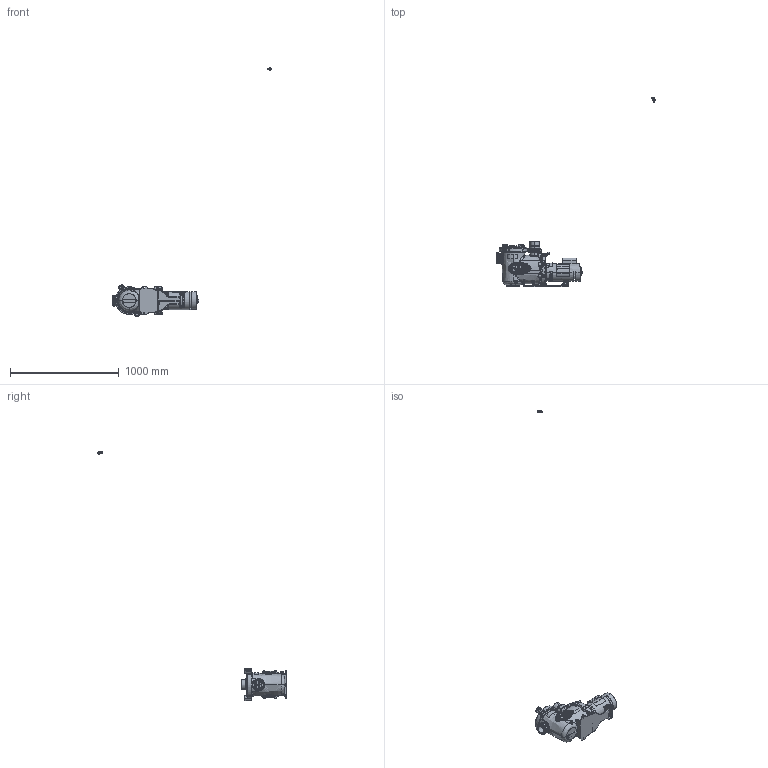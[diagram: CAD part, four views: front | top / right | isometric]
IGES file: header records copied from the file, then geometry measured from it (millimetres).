
Start section: SolidWorks IGES file using analytic representation for surfaces
Global section: file name: SWF185.IGS; native system: SolidWorks 2016; preprocessor: SolidWorks 2016; author: Karl.Kendrick; date: 170612.064800; units: inch
Bounding box: 1463.59 x 1740 x 2299.45 mm (x, y, z)
Surface area: 1158273.6 mm2 (no closed solid volume)
Topology: 0 solids, 0 shells, 1618 faces, 38383 edges, 38354 vertices
Faces by surface type: bspline 1109, revolution 509
